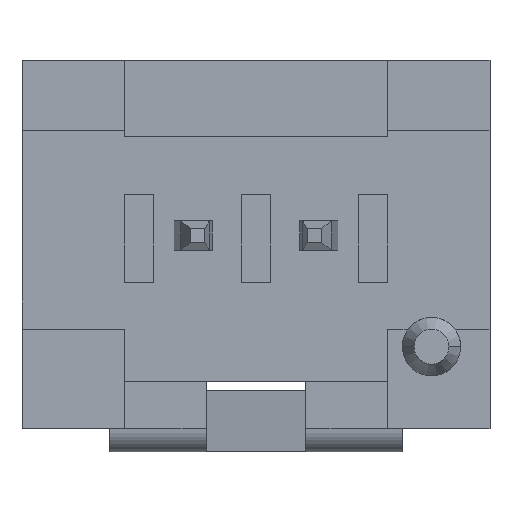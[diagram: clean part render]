
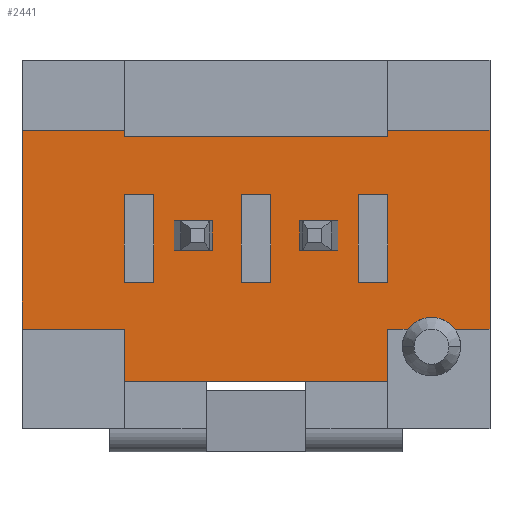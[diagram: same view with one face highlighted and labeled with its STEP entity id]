
A CAD part, front view. The second image highlights one B-rep face of the part: STEP entity #2441.
In plain terms, the highlighted planar face has unit normal (0, -1, 0).
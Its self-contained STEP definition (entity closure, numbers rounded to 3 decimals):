
#53=DIRECTION('',(0.,0.,1.));
#54=VECTOR('',#53,0.1);
#55=CARTESIAN_POINT('',(2.25,0.35,-1.3));
#56=LINE('',#55,#54);
#57=DIRECTION('',(0.,0.,1.));
#58=VECTOR('',#57,3.4);
#59=CARTESIAN_POINT('',(4.,0.35,-4.6));
#60=LINE('',#59,#58);
#61=CARTESIAN_POINT('',(3.,0.35,-4.9));
#62=DIRECTION('',(0.,1.,0.));
#63=DIRECTION('',(-0.8,0.,0.6));
#64=AXIS2_PLACEMENT_3D('',#61,#62,#63);
#66=DIRECTION('',(-1.,0.,0.));
#67=VECTOR('',#66,0.35);
#68=CARTESIAN_POINT('',(2.6,0.35,-4.6));
#69=LINE('',#68,#67);
#70=DIRECTION('',(-1.,0.,0.));
#71=VECTOR('',#70,4.5);
#72=CARTESIAN_POINT('',(2.25,0.35,-5.5));
#73=LINE('',#72,#71);
#74=DIRECTION('',(0.,0.,1.));
#75=VECTOR('',#74,0.9);
#76=CARTESIAN_POINT('',(-2.25,0.35,-5.5));
#77=LINE('',#76,#75);
#78=DIRECTION('',(1.,0.,0.));
#79=VECTOR('',#78,1.75);
#80=CARTESIAN_POINT('',(-4.,0.35,-4.6));
#81=LINE('',#80,#79);
#82=DIRECTION('',(0.,0.,-1.));
#83=VECTOR('',#82,3.4);
#84=CARTESIAN_POINT('',(-4.,0.35,-1.2));
#85=LINE('',#84,#83);
#86=DIRECTION('',(0.,0.,-1.));
#87=VECTOR('',#86,0.5);
#88=CARTESIAN_POINT('',(-1.25,0.35,-2.75));
#89=LINE('',#88,#87);
#90=DIRECTION('',(0.,0.,-1.));
#91=VECTOR('',#90,0.5);
#92=CARTESIAN_POINT('',(0.75,0.35,-2.75));
#93=LINE('',#92,#91);
#94=DIRECTION('',(0.,0.,1.));
#95=VECTOR('',#94,1.5);
#96=CARTESIAN_POINT('',(0.25,0.35,-3.8));
#97=LINE('',#96,#95);
#98=DIRECTION('',(-1.,0.,0.));
#99=VECTOR('',#98,0.5);
#100=CARTESIAN_POINT('',(0.25,0.35,-2.3));
#101=LINE('',#100,#99);
#102=DIRECTION('',(0.,0.,-1.));
#103=VECTOR('',#102,1.5);
#104=CARTESIAN_POINT('',(-0.25,0.35,-2.3));
#105=LINE('',#104,#103);
#106=DIRECTION('',(1.,0.,0.));
#107=VECTOR('',#106,0.5);
#108=CARTESIAN_POINT('',(-0.25,0.35,-3.8));
#109=LINE('',#108,#107);
#110=DIRECTION('',(0.,0.,1.));
#111=VECTOR('',#110,1.5);
#112=CARTESIAN_POINT('',(-1.75,0.35,-3.8));
#113=LINE('',#112,#111);
#114=DIRECTION('',(-1.,0.,0.));
#115=VECTOR('',#114,0.5);
#116=CARTESIAN_POINT('',(-1.75,0.35,-2.3));
#117=LINE('',#116,#115);
#118=DIRECTION('',(0.,0.,-1.));
#119=VECTOR('',#118,1.5);
#120=CARTESIAN_POINT('',(-2.25,0.35,-2.3));
#121=LINE('',#120,#119);
#122=DIRECTION('',(1.,0.,0.));
#123=VECTOR('',#122,0.5);
#124=CARTESIAN_POINT('',(-2.25,0.35,-3.8));
#125=LINE('',#124,#123);
#126=DIRECTION('',(0.,0.,1.));
#127=VECTOR('',#126,1.5);
#128=CARTESIAN_POINT('',(2.25,0.35,-3.8));
#129=LINE('',#128,#127);
#130=DIRECTION('',(-1.,0.,0.));
#131=VECTOR('',#130,0.5);
#132=CARTESIAN_POINT('',(2.25,0.35,-2.3));
#133=LINE('',#132,#131);
#134=DIRECTION('',(0.,0.,-1.));
#135=VECTOR('',#134,1.5);
#136=CARTESIAN_POINT('',(1.75,0.35,-2.3));
#137=LINE('',#136,#135);
#138=DIRECTION('',(-1.,0.,0.));
#139=VECTOR('',#138,4.5);
#140=CARTESIAN_POINT('',(2.25,0.35,-1.3));
#141=LINE('',#140,#139);
#206=DIRECTION('',(1.,0.,0.));
#207=VECTOR('',#206,1.75);
#208=CARTESIAN_POINT('',(2.25,0.35,-1.2));
#209=LINE('',#208,#207);
#370=DIRECTION('',(0.,0.,1.));
#371=VECTOR('',#370,0.9);
#372=CARTESIAN_POINT('',(2.25,0.35,-5.5));
#373=LINE('',#372,#371);
#414=DIRECTION('',(-1.,0.,0.));
#415=VECTOR('',#414,0.6);
#416=CARTESIAN_POINT('',(4.,0.35,-4.6));
#417=LINE('',#416,#415);
#1373=DIRECTION('',(0.,0.,1.));
#1374=VECTOR('',#1373,0.1);
#1375=CARTESIAN_POINT('',(-2.25,0.35,-1.3));
#1376=LINE('',#1375,#1374);
#1385=DIRECTION('',(1.,0.,0.));
#1386=VECTOR('',#1385,1.75);
#1387=CARTESIAN_POINT('',(-4.,0.35,-1.2));
#1388=LINE('',#1387,#1386);
#1401=DIRECTION('',(0.,0.,-1.));
#1402=VECTOR('',#1401,0.5);
#1403=CARTESIAN_POINT('',(-0.75,0.35,-2.75));
#1404=LINE('',#1403,#1402);
#1421=DIRECTION('',(-1.,0.,0.));
#1422=VECTOR('',#1421,0.5);
#1423=CARTESIAN_POINT('',(1.25,0.35,-3.25));
#1424=LINE('',#1423,#1422);
#1445=DIRECTION('',(-1.,0.,0.));
#1446=VECTOR('',#1445,0.5);
#1447=CARTESIAN_POINT('',(-0.75,0.35,-3.25));
#1448=LINE('',#1447,#1446);
#1513=DIRECTION('',(1.,0.,0.));
#1514=VECTOR('',#1513,0.5);
#1515=CARTESIAN_POINT('',(0.75,0.35,-2.75));
#1516=LINE('',#1515,#1514);
#1545=DIRECTION('',(1.,0.,0.));
#1546=VECTOR('',#1545,0.5);
#1547=CARTESIAN_POINT('',(-1.25,0.35,-2.75));
#1548=LINE('',#1547,#1546);
#1581=DIRECTION('',(0.,0.,-1.));
#1582=VECTOR('',#1581,0.5);
#1583=CARTESIAN_POINT('',(1.25,0.35,-2.75));
#1584=LINE('',#1583,#1582);
#1721=DIRECTION('',(-1.,0.,0.));
#1722=VECTOR('',#1721,0.5);
#1723=CARTESIAN_POINT('',(2.25,0.35,-3.8));
#1724=LINE('',#1723,#1722);
#1804=CARTESIAN_POINT('',(2.25,0.35,-4.6));
#1806=VERTEX_POINT('',#1804);
#1807=CARTESIAN_POINT('',(2.25,0.35,-5.5));
#1808=VERTEX_POINT('',#1807);
#1983=CARTESIAN_POINT('',(2.25,0.35,-1.3));
#1985=VERTEX_POINT('',#1983);
#1987=CARTESIAN_POINT('',(2.25,0.35,-1.2));
#1988=VERTEX_POINT('',#1987);
#1989=CARTESIAN_POINT('',(0.75,0.35,-2.75));
#1990=CARTESIAN_POINT('',(1.25,0.35,-2.75));
#1991=VERTEX_POINT('',#1989);
#1992=VERTEX_POINT('',#1990);
#1993=CARTESIAN_POINT('',(1.25,0.35,-3.25));
#1994=VERTEX_POINT('',#1993);
#1995=CARTESIAN_POINT('',(0.75,0.35,-3.25));
#1996=VERTEX_POINT('',#1995);
#1997=CARTESIAN_POINT('',(-1.25,0.35,-2.75));
#1998=CARTESIAN_POINT('',(-0.75,0.35,-2.75));
#1999=VERTEX_POINT('',#1997);
#2000=VERTEX_POINT('',#1998);
#2001=CARTESIAN_POINT('',(-0.75,0.35,-3.25));
#2002=VERTEX_POINT('',#2001);
#2003=CARTESIAN_POINT('',(-1.25,0.35,-3.25));
#2004=VERTEX_POINT('',#2003);
#2005=CARTESIAN_POINT('',(-2.25,0.35,-1.3));
#2006=VERTEX_POINT('',#2005);
#2007=CARTESIAN_POINT('',(-2.25,0.35,-1.2));
#2008=VERTEX_POINT('',#2007);
#2009=CARTESIAN_POINT('',(-2.25,0.35,-5.5));
#2010=CARTESIAN_POINT('',(-2.25,0.35,-4.6));
#2011=VERTEX_POINT('',#2009);
#2012=VERTEX_POINT('',#2010);
#2013=CARTESIAN_POINT('',(2.6,0.35,-4.6));
#2014=VERTEX_POINT('',#2013);
#2015=CARTESIAN_POINT('',(3.4,0.35,-4.6));
#2016=VERTEX_POINT('',#2015);
#2017=CARTESIAN_POINT('',(0.25,0.35,-2.3));
#2018=CARTESIAN_POINT('',(-0.25,0.35,-2.3));
#2019=VERTEX_POINT('',#2017);
#2020=VERTEX_POINT('',#2018);
#2021=CARTESIAN_POINT('',(0.25,0.35,-3.8));
#2022=VERTEX_POINT('',#2021);
#2023=CARTESIAN_POINT('',(-0.25,0.35,-3.8));
#2024=VERTEX_POINT('',#2023);
#2025=CARTESIAN_POINT('',(-1.75,0.35,-2.3));
#2026=CARTESIAN_POINT('',(-2.25,0.35,-2.3));
#2027=VERTEX_POINT('',#2025);
#2028=VERTEX_POINT('',#2026);
#2029=CARTESIAN_POINT('',(-1.75,0.35,-3.8));
#2030=VERTEX_POINT('',#2029);
#2031=CARTESIAN_POINT('',(-2.25,0.35,-3.8));
#2032=VERTEX_POINT('',#2031);
#2033=CARTESIAN_POINT('',(2.25,0.35,-2.3));
#2034=CARTESIAN_POINT('',(1.75,0.35,-2.3));
#2035=VERTEX_POINT('',#2033);
#2036=VERTEX_POINT('',#2034);
#2037=CARTESIAN_POINT('',(2.25,0.35,-3.8));
#2038=VERTEX_POINT('',#2037);
#2039=CARTESIAN_POINT('',(1.75,0.35,-3.8));
#2040=VERTEX_POINT('',#2039);
#2215=CARTESIAN_POINT('',(-4.,0.35,-4.6));
#2216=VERTEX_POINT('',#2215);
#2217=CARTESIAN_POINT('',(-4.,0.35,-1.2));
#2218=VERTEX_POINT('',#2217);
#2299=CARTESIAN_POINT('',(4.,0.35,-1.2));
#2300=VERTEX_POINT('',#2299);
#2301=CARTESIAN_POINT('',(4.,0.35,-4.6));
#2302=VERTEX_POINT('',#2301);
#2358=CARTESIAN_POINT('',(2.25,0.35,-4.6));
#2359=DIRECTION('',(0.,1.,0.));
#2360=DIRECTION('',(0.,0.,1.));
#2361=AXIS2_PLACEMENT_3D('',#2358,#2359,#2360);
#2362=PLANE('',#2361);
#2364=ORIENTED_EDGE('',*,*,#2363,.F.);
#2366=ORIENTED_EDGE('',*,*,#2365,.T.);
#2368=ORIENTED_EDGE('',*,*,#2367,.T.);
#2370=ORIENTED_EDGE('',*,*,#2369,.F.);
#2372=ORIENTED_EDGE('',*,*,#2371,.T.);
#2374=ORIENTED_EDGE('',*,*,#2373,.F.);
#2376=ORIENTED_EDGE('',*,*,#2375,.T.);
#2378=ORIENTED_EDGE('',*,*,#2377,.F.);
#2380=ORIENTED_EDGE('',*,*,#2379,.T.);
#2382=ORIENTED_EDGE('',*,*,#2381,.T.);
#2383=ORIENTED_EDGE('',*,*,#2348,.F.);
#2384=ORIENTED_EDGE('',*,*,#2338,.F.);
#2386=ORIENTED_EDGE('',*,*,#2385,.T.);
#2388=ORIENTED_EDGE('',*,*,#2387,.F.);
#2389=EDGE_LOOP('',(#2364,#2366,#2368,#2370,#2372,#2374,#2376,#2378,#2380,#2382,
#2383,#2384,#2386,#2388));
#2390=FACE_OUTER_BOUND('',#2389,.F.);
#2392=ORIENTED_EDGE('',*,*,#2391,.F.);
#2394=ORIENTED_EDGE('',*,*,#2393,.F.);
#2396=ORIENTED_EDGE('',*,*,#2395,.T.);
#2398=ORIENTED_EDGE('',*,*,#2397,.F.);
#2399=EDGE_LOOP('',(#2392,#2394,#2396,#2398));
#2400=FACE_BOUND('',#2399,.F.);
#2402=ORIENTED_EDGE('',*,*,#2401,.F.);
#2404=ORIENTED_EDGE('',*,*,#2403,.F.);
#2406=ORIENTED_EDGE('',*,*,#2405,.T.);
#2408=ORIENTED_EDGE('',*,*,#2407,.F.);
#2409=EDGE_LOOP('',(#2402,#2404,#2406,#2408));
#2410=FACE_BOUND('',#2409,.F.);
#2412=ORIENTED_EDGE('',*,*,#2411,.T.);
#2414=ORIENTED_EDGE('',*,*,#2413,.T.);
#2416=ORIENTED_EDGE('',*,*,#2415,.T.);
#2418=ORIENTED_EDGE('',*,*,#2417,.T.);
#2419=EDGE_LOOP('',(#2412,#2414,#2416,#2418));
#2420=FACE_BOUND('',#2419,.F.);
#2422=ORIENTED_EDGE('',*,*,#2421,.T.);
#2424=ORIENTED_EDGE('',*,*,#2423,.T.);
#2426=ORIENTED_EDGE('',*,*,#2425,.T.);
#2428=ORIENTED_EDGE('',*,*,#2427,.T.);
#2429=EDGE_LOOP('',(#2422,#2424,#2426,#2428));
#2430=FACE_BOUND('',#2429,.F.);
#2432=ORIENTED_EDGE('',*,*,#2431,.T.);
#2434=ORIENTED_EDGE('',*,*,#2433,.T.);
#2436=ORIENTED_EDGE('',*,*,#2435,.T.);
#2438=ORIENTED_EDGE('',*,*,#2437,.F.);
#2439=EDGE_LOOP('',(#2432,#2434,#2436,#2438));
#2440=FACE_BOUND('',#2439,.F.);
#2441=ADVANCED_FACE('',(#2390,#2400,#2410,#2420,#2430,#2440),#2362,.F.);
#65=CIRCLE('',#64,0.5);
#2338=EDGE_CURVE('',#2218,#2216,#85,.T.);
#2348=EDGE_CURVE('',#2216,#2012,#81,.T.);
#2363=EDGE_CURVE('',#1985,#2006,#141,.T.);
#2365=EDGE_CURVE('',#1985,#1988,#56,.T.);
#2367=EDGE_CURVE('',#1988,#2300,#209,.T.);
#2369=EDGE_CURVE('',#2302,#2300,#60,.T.);
#2371=EDGE_CURVE('',#2302,#2016,#417,.T.);
#2373=EDGE_CURVE('',#2014,#2016,#65,.T.);
#2375=EDGE_CURVE('',#2014,#1806,#69,.T.);
#2377=EDGE_CURVE('',#1808,#1806,#373,.T.);
#2379=EDGE_CURVE('',#1808,#2011,#73,.T.);
#2381=EDGE_CURVE('',#2011,#2012,#77,.T.);
#2385=EDGE_CURVE('',#2218,#2008,#1388,.T.);
#2387=EDGE_CURVE('',#2006,#2008,#1376,.T.);
#2391=EDGE_CURVE('',#2000,#2002,#1404,.T.);
#2393=EDGE_CURVE('',#1999,#2000,#1548,.T.);
#2395=EDGE_CURVE('',#1999,#2004,#89,.T.);
#2397=EDGE_CURVE('',#2002,#2004,#1448,.T.);
#2401=EDGE_CURVE('',#1992,#1994,#1584,.T.);
#2403=EDGE_CURVE('',#1991,#1992,#1516,.T.);
#2405=EDGE_CURVE('',#1991,#1996,#93,.T.);
#2407=EDGE_CURVE('',#1994,#1996,#1424,.T.);
#2411=EDGE_CURVE('',#2022,#2019,#97,.T.);
#2413=EDGE_CURVE('',#2019,#2020,#101,.T.);
#2415=EDGE_CURVE('',#2020,#2024,#105,.T.);
#2417=EDGE_CURVE('',#2024,#2022,#109,.T.);
#2421=EDGE_CURVE('',#2030,#2027,#113,.T.);
#2423=EDGE_CURVE('',#2027,#2028,#117,.T.);
#2425=EDGE_CURVE('',#2028,#2032,#121,.T.);
#2427=EDGE_CURVE('',#2032,#2030,#125,.T.);
#2431=EDGE_CURVE('',#2038,#2035,#129,.T.);
#2433=EDGE_CURVE('',#2035,#2036,#133,.T.);
#2435=EDGE_CURVE('',#2036,#2040,#137,.T.);
#2437=EDGE_CURVE('',#2038,#2040,#1724,.T.);
